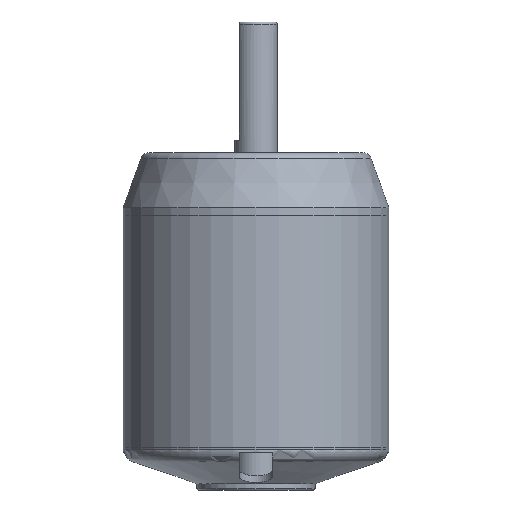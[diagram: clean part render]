
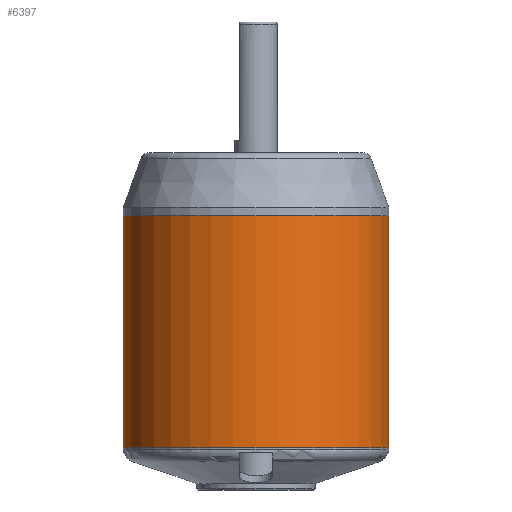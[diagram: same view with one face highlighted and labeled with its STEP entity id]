
A CAD part, front view. The second image highlights one B-rep face of the part: STEP entity #6397.
In plain terms, the highlighted cylindrical face has radius 31.5 mm (diameter 63 mm), a full revolution.
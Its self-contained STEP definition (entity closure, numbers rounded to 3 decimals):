
#6187 = CYLINDRICAL_SURFACE('',#6188,31.5);
#6188 = AXIS2_PLACEMENT_3D('',#6189,#6190,#6191);
#6189 = CARTESIAN_POINT('',(0.,0.,-70.5));
#6190 = DIRECTION('',(0.,0.,1.));
#6191 = DIRECTION('',(1.,0.,0.));
#6288 = VERTEX_POINT('',#6289);
#6289 = CARTESIAN_POINT('',(31.5,0.,-70.));
#6312 = EDGE_CURVE('',#6288,#6288,#6313,.T.);
#6313 = SURFACE_CURVE('',#6314,(#6319,#6326),.PCURVE_S1.);
#6314 = CIRCLE('',#6315,31.5);
#6315 = AXIS2_PLACEMENT_3D('',#6316,#6317,#6318);
#6316 = CARTESIAN_POINT('',(0.,0.,-70.));
#6317 = DIRECTION('',(0.,0.,-1.));
#6318 = DIRECTION('',(1.,0.,0.));
#6319 = PCURVE('',#6187,#6320);
#6320 = DEFINITIONAL_REPRESENTATION('',(#6321),#6325);
#6321 = LINE('',#6322,#6323);
#6322 = CARTESIAN_POINT('',(-0.,0.5));
#6323 = VECTOR('',#6324,1.);
#6324 = DIRECTION('',(-1.,0.));
#6325 = ( GEOMETRIC_REPRESENTATION_CONTEXT(2) 
PARAMETRIC_REPRESENTATION_CONTEXT() REPRESENTATION_CONTEXT('2D SPACE',''
  ) );
#6326 = PCURVE('',#6327,#6332);
#6327 = CYLINDRICAL_SURFACE('',#6328,31.5);
#6328 = AXIS2_PLACEMENT_3D('',#6329,#6330,#6331);
#6329 = CARTESIAN_POINT('',(0.,0.,-15.));
#6330 = DIRECTION('',(0.,0.,1.));
#6331 = DIRECTION('',(1.,0.,0.));
#6332 = DEFINITIONAL_REPRESENTATION('',(#6333),#6337);
#6333 = LINE('',#6334,#6335);
#6334 = CARTESIAN_POINT('',(6.283,-55.));
#6335 = VECTOR('',#6336,1.);
#6336 = DIRECTION('',(-1.,-0.));
#6337 = ( GEOMETRIC_REPRESENTATION_CONTEXT(2) 
PARAMETRIC_REPRESENTATION_CONTEXT() REPRESENTATION_CONTEXT('2D SPACE',''
  ) );
#6397 = ADVANCED_FACE('',(#6398),#6327,.T.);
#6398 = FACE_BOUND('',#6399,.T.);
#6399 = EDGE_LOOP('',(#6400,#6423,#6424,#6425));
#6400 = ORIENTED_EDGE('',*,*,#6401,.T.);
#6401 = EDGE_CURVE('',#6402,#6288,#6404,.T.);
#6402 = VERTEX_POINT('',#6403);
#6403 = CARTESIAN_POINT('',(31.5,0.,-15.));
#6404 = SEAM_CURVE('',#6405,(#6409,#6416),.PCURVE_S1.);
#6405 = LINE('',#6406,#6407);
#6406 = CARTESIAN_POINT('',(31.5,0.,-15.));
#6407 = VECTOR('',#6408,1.);
#6408 = DIRECTION('',(0.,0.,-1.));
#6409 = PCURVE('',#6327,#6410);
#6410 = DEFINITIONAL_REPRESENTATION('',(#6411),#6415);
#6411 = LINE('',#6412,#6413);
#6412 = CARTESIAN_POINT('',(0.,0.));
#6413 = VECTOR('',#6414,1.);
#6414 = DIRECTION('',(0.,-1.));
#6415 = ( GEOMETRIC_REPRESENTATION_CONTEXT(2) 
PARAMETRIC_REPRESENTATION_CONTEXT() REPRESENTATION_CONTEXT('2D SPACE',''
  ) );
#6416 = PCURVE('',#6327,#6417);
#6417 = DEFINITIONAL_REPRESENTATION('',(#6418),#6422);
#6418 = LINE('',#6419,#6420);
#6419 = CARTESIAN_POINT('',(6.283,0.));
#6420 = VECTOR('',#6421,1.);
#6421 = DIRECTION('',(0.,-1.));
#6422 = ( GEOMETRIC_REPRESENTATION_CONTEXT(2) 
PARAMETRIC_REPRESENTATION_CONTEXT() REPRESENTATION_CONTEXT('2D SPACE',''
  ) );
#6423 = ORIENTED_EDGE('',*,*,#6312,.F.);
#6424 = ORIENTED_EDGE('',*,*,#6401,.F.);
#6425 = ORIENTED_EDGE('',*,*,#6426,.T.);
#6426 = EDGE_CURVE('',#6402,#6402,#6427,.T.);
#6427 = SURFACE_CURVE('',#6428,(#6433,#6440),.PCURVE_S1.);
#6428 = CIRCLE('',#6429,31.5);
#6429 = AXIS2_PLACEMENT_3D('',#6430,#6431,#6432);
#6430 = CARTESIAN_POINT('',(0.,0.,-15.));
#6431 = DIRECTION('',(0.,0.,-1.));
#6432 = DIRECTION('',(1.,0.,0.));
#6433 = PCURVE('',#6327,#6434);
#6434 = DEFINITIONAL_REPRESENTATION('',(#6435),#6439);
#6435 = LINE('',#6436,#6437);
#6436 = CARTESIAN_POINT('',(6.283,0.));
#6437 = VECTOR('',#6438,1.);
#6438 = DIRECTION('',(-1.,-0.));
#6439 = ( GEOMETRIC_REPRESENTATION_CONTEXT(2) 
PARAMETRIC_REPRESENTATION_CONTEXT() REPRESENTATION_CONTEXT('2D SPACE',''
  ) );
#6440 = PCURVE('',#6441,#6446);
#6441 = CYLINDRICAL_SURFACE('',#6442,31.5);
#6442 = AXIS2_PLACEMENT_3D('',#6443,#6444,#6445);
#6443 = CARTESIAN_POINT('',(0.,0.,-13.));
#6444 = DIRECTION('',(0.,0.,-1.));
#6445 = DIRECTION('',(1.,0.,0.));
#6446 = DEFINITIONAL_REPRESENTATION('',(#6447),#6451);
#6447 = LINE('',#6448,#6449);
#6448 = CARTESIAN_POINT('',(0.,2.));
#6449 = VECTOR('',#6450,1.);
#6450 = DIRECTION('',(1.,0.));
#6451 = ( GEOMETRIC_REPRESENTATION_CONTEXT(2) 
PARAMETRIC_REPRESENTATION_CONTEXT() REPRESENTATION_CONTEXT('2D SPACE',''
  ) );
